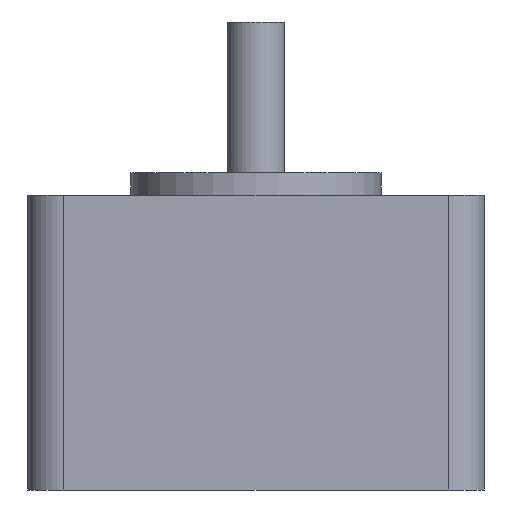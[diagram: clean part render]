
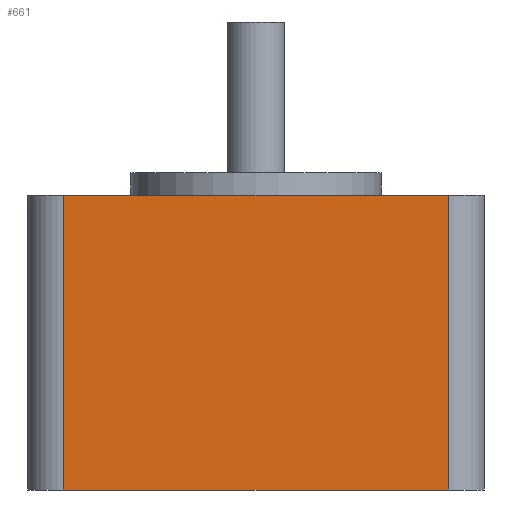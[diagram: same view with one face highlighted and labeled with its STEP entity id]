
A CAD part, front view. The second image highlights one B-rep face of the part: STEP entity #661.
In plain terms, the highlighted planar face has unit normal (0, -1, 0).
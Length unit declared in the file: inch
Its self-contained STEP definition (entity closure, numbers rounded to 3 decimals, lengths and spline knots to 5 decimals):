
#603=CARTESIAN_POINT('',(-0.665,-0.79,0.0));
#604=VERTEX_POINT('',#603);
#612=CARTESIAN_POINT('',(-0.665,-0.79,1.02));
#613=VERTEX_POINT('',#612);
#614=CARTESIAN_POINT('',(-0.665,-0.79,1.02));
#615=DIRECTION('',(0.0,0.0,-1.0));
#616=VECTOR('',#615,1.02);
#617=LINE('',#614,#616);
#618=EDGE_CURVE('',#613,#604,#617,.T.);
#631=CARTESIAN_POINT('',(-0.665,-0.79,1.02));
#632=DIRECTION('',(0.0,-1.0,0.0));
#633=DIRECTION('',(0.0,0.0,-1.0));
#634=AXIS2_PLACEMENT_3D('',#631,#632,#633);
#635=PLANE('',#634);
#636=CARTESIAN_POINT('',(0.665,-0.79,0.0));
#637=VERTEX_POINT('',#636);
#638=CARTESIAN_POINT('',(-0.665,-0.79,0.0));
#639=DIRECTION('',(1.0,0.0,0.0));
#640=VECTOR('',#639,1.33);
#641=LINE('',#638,#640);
#642=EDGE_CURVE('',#604,#637,#641,.T.);
#643=ORIENTED_EDGE('',*,*,#642,.T.);
#644=CARTESIAN_POINT('',(0.665,-0.79,1.02));
#645=VERTEX_POINT('',#644);
#646=CARTESIAN_POINT('',(0.665,-0.79,1.02));
#647=DIRECTION('',(0.0,0.0,-1.0));
#648=VECTOR('',#647,1.02);
#649=LINE('',#646,#648);
#650=EDGE_CURVE('',#645,#637,#649,.T.);
#651=ORIENTED_EDGE('',*,*,#650,.F.);
#652=CARTESIAN_POINT('',(-0.665,-0.79,1.02));
#653=DIRECTION('',(1.0,0.0,0.0));
#654=VECTOR('',#653,1.33);
#655=LINE('',#652,#654);
#656=EDGE_CURVE('',#613,#645,#655,.T.);
#657=ORIENTED_EDGE('',*,*,#656,.F.);
#658=ORIENTED_EDGE('',*,*,#618,.T.);
#659=EDGE_LOOP('',(#643,#651,#657,#658));
#660=FACE_OUTER_BOUND('',#659,.T.);
#661=ADVANCED_FACE('',(#660),#635,.T.);
